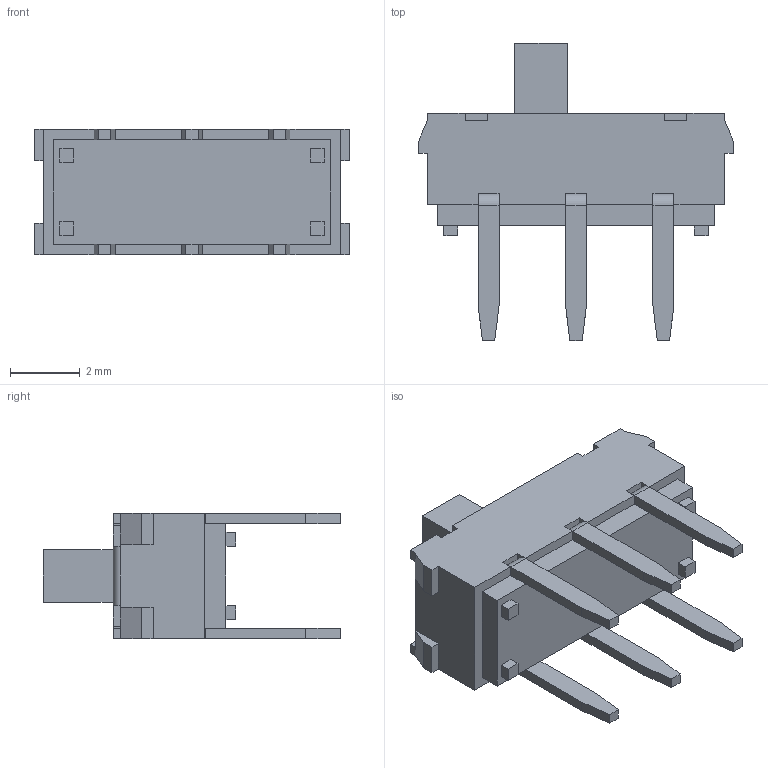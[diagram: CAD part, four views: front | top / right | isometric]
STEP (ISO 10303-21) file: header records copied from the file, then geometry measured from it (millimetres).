
FILE_DESCRIPTION(/* description */ (''),/* implementation_level */ '2;1');
FILE_NAME(/* name */ 'JS202011CQN.stp',/* time_stamp */ '2021-09-19T17:43:25+02:00',/* author */ ('Kenny Begue-Besson'),/* organization */ (''),/* preprocessor_version */ 'ST-DEVELOPER v17',/* originating_system */ 'Autodesk Inventor 2019',/* authorisation */ '');
FILE_SCHEMA (('CONFIG_CONTROL_DESIGN'));
Length unit declared in the file: inch
Products named in the file (1): JS202011CQN
Bounding box: 9 x 8.5 x 3.6 mm (x, y, z)
Volume: 98.7 mm3; surface area: 234.6 mm2
Topology: 1 solids, 1 shells, 265 faces, 681 edges, 426 vertices
Faces by surface type: plane 231, bspline 20, cylinder 14
Entity records: 8471 total; most frequent: CARTESIAN_POINT 1863, ORIENTED_EDGE 1362, DIRECTION 1187, EDGE_CURVE 681, LINE 587, VECTOR 587, VERTEX_POINT 426, AXIS2_PLACEMENT_3D 300
